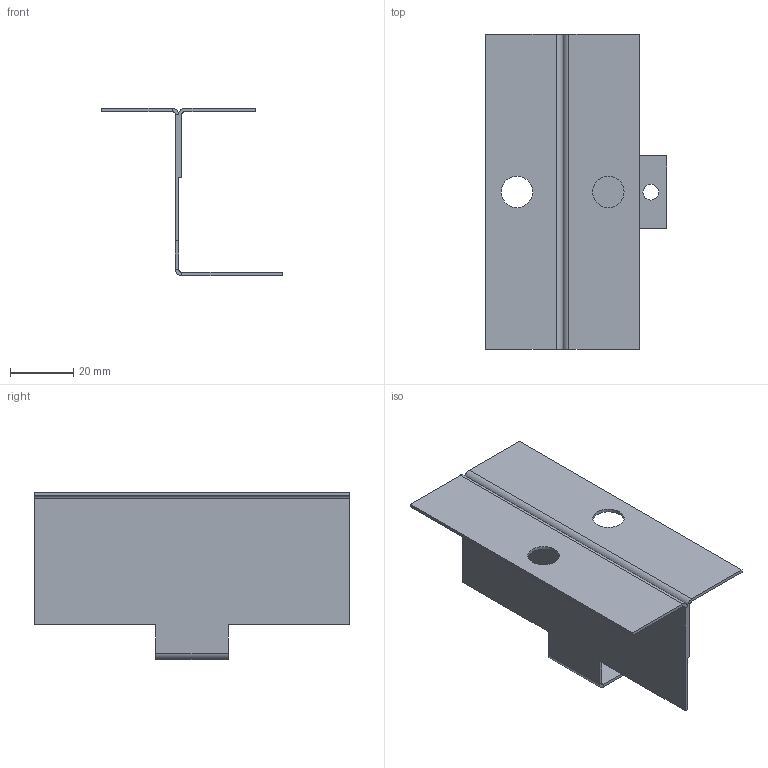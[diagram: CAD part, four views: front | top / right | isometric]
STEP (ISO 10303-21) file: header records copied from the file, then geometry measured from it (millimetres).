
FILE_DESCRIPTION (( 'STEP AP214' ), '1' );
FILE_NAME ('IL900600.STEP', '2019-12-03T16:06:39', ( '' ), ( '' ), 'SwSTEP 2.0', 'SolidWorks 2019', '' );
FILE_SCHEMA (( 'AUTOMOTIVE_DESIGN' ));
Length unit declared in the file: millimetre
Products named in the file (1): IL900600
Bounding box: 57.5 x 100 x 53 mm (x, y, z)
Volume: 11791.7 mm3; surface area: 20368.1 mm2
Topology: 1 solids, 1 shells, 39 faces, 95 edges, 58 vertices
Faces by surface type: plane 27, cylinder 12
Entity records: 1171 total; most frequent: DIRECTION 199, CARTESIAN_POINT 193, ORIENTED_EDGE 190, EDGE_CURVE 95, VECTOR 71, LINE 71, AXIS2_PLACEMENT_3D 64, VERTEX_POINT 58
